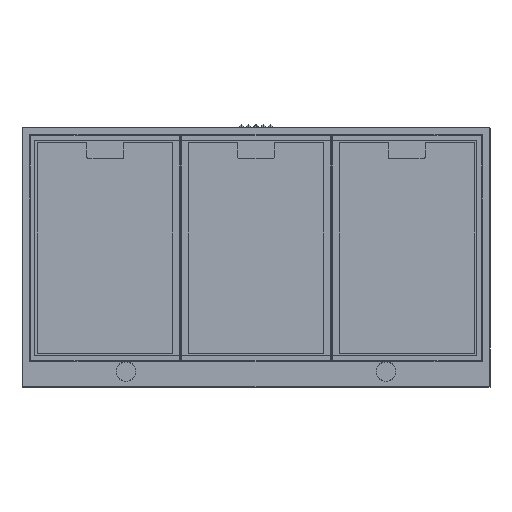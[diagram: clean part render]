
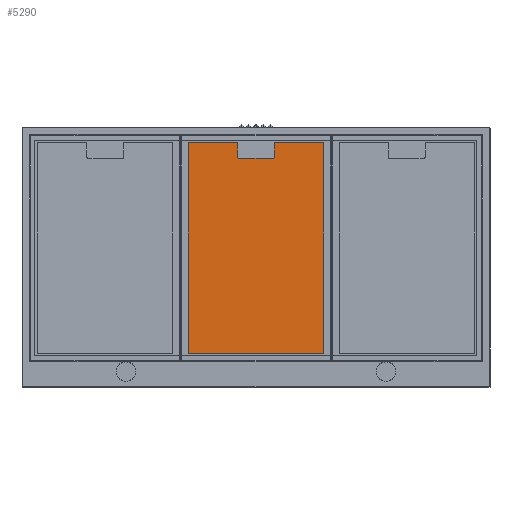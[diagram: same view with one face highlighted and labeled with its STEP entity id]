
A CAD part, front view. The second image highlights one B-rep face of the part: STEP entity #5290.
In plain terms, the highlighted planar face has unit normal (0, -1, 0).
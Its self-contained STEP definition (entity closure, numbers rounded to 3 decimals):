
#5211=DIRECTION('',(1.,0.,0.));
#5212=VECTOR('',#5211,285.667);
#5213=CARTESIAN_POINT('',(-142.833,2.5,-198.));
#5214=LINE('',#5213,#5212);
#5215=DIRECTION('',(0.,0.,-1.));
#5216=VECTOR('',#5215,431.);
#5217=CARTESIAN_POINT('',(-142.833,2.5,233.));
#5218=LINE('',#5217,#5216);
#5219=DIRECTION('',(-1.,0.,0.));
#5220=VECTOR('',#5219,285.667);
#5221=CARTESIAN_POINT('',(142.833,2.5,233.));
#5222=LINE('',#5221,#5220);
#5223=DIRECTION('',(0.,0.,1.));
#5224=VECTOR('',#5223,431.);
#5225=CARTESIAN_POINT('',(142.833,2.5,-198.));
#5226=LINE('',#5225,#5224);
#5259=CARTESIAN_POINT('',(-142.833,2.5,-198.));
#5260=CARTESIAN_POINT('',(142.833,2.5,-198.));
#5261=VERTEX_POINT('',#5259);
#5262=VERTEX_POINT('',#5260);
#5263=CARTESIAN_POINT('',(142.833,2.5,233.));
#5264=VERTEX_POINT('',#5263);
#5265=CARTESIAN_POINT('',(-142.833,2.5,233.));
#5266=VERTEX_POINT('',#5265);
#5275=CARTESIAN_POINT('',(0.,2.5,0.));
#5276=DIRECTION('',(0.,-1.,0.));
#5277=DIRECTION('',(1.,0.,0.));
#5278=AXIS2_PLACEMENT_3D('',#5275,#5276,#5277);
#5279=PLANE('',#5278);
#5281=ORIENTED_EDGE('',*,*,#5280,.F.);
#5283=ORIENTED_EDGE('',*,*,#5282,.F.);
#5285=ORIENTED_EDGE('',*,*,#5284,.F.);
#5287=ORIENTED_EDGE('',*,*,#5286,.F.);
#5288=EDGE_LOOP('',(#5281,#5283,#5285,#5287));
#5289=FACE_OUTER_BOUND('',#5288,.F.);
#5290=ADVANCED_FACE('',(#5289),#5279,.T.);
#5280=EDGE_CURVE('',#5261,#5262,#5214,.T.);
#5282=EDGE_CURVE('',#5266,#5261,#5218,.T.);
#5284=EDGE_CURVE('',#5264,#5266,#5222,.T.);
#5286=EDGE_CURVE('',#5262,#5264,#5226,.T.);
